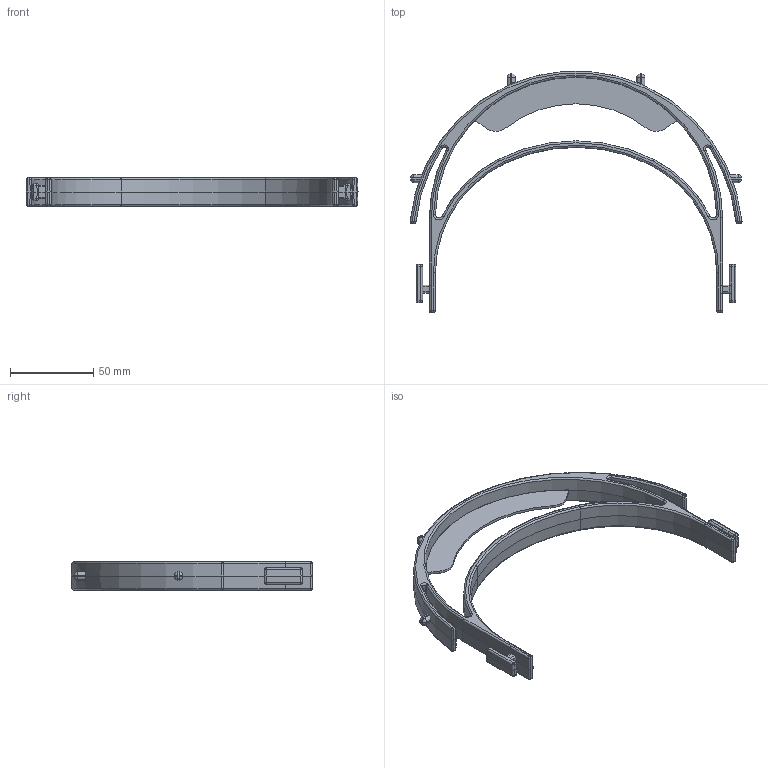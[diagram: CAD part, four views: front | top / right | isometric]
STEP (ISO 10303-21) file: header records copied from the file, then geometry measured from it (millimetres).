
FILE_DESCRIPTION (( 'STEP AP203' ), '1' );
FILE_NAME ('Visière IUT Cachan injectée.STEP', '2020-04-08T20:12:27', ( '' ), ( '' ), 'SwSTEP 2.0', 'SolidWorks 2018', '' );
FILE_SCHEMA (( 'CONFIG_CONTROL_DESIGN' ));
Length unit declared in the file: millimetre
Products named in the file (1): Visière IUT Cachan injectée
Bounding box: 199.65 x 145.02 x 17 mm (x, y, z)
Volume: 55071.3 mm3; surface area: 34178.4 mm2
Topology: 5 solids, 5 shells, 506 faces, 1208 edges, 684 vertices
Faces by surface type: cylinder 162, plane 103, sphere 103, bspline 66, torus 36, cone 36
Entity records: 20311 total; most frequent: CARTESIAN_POINT 9476, ORIENTED_EDGE 2300, DIRECTION 2218, EDGE_CURVE 1150, AXIS2_PLACEMENT_3D 895, VERTEX_POINT 663, EDGE_LOOP 517, FACE_OUTER_BOUND 506
